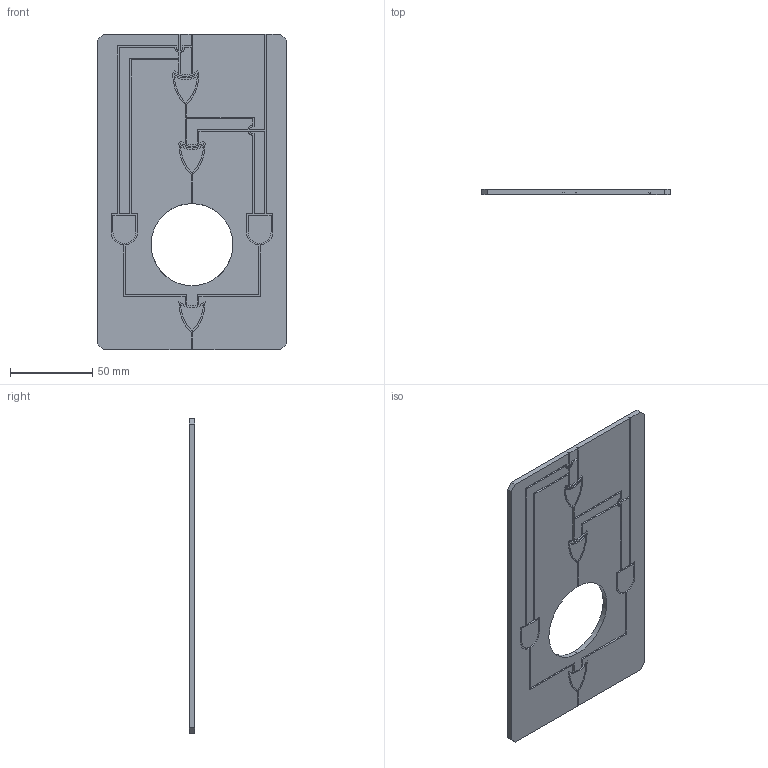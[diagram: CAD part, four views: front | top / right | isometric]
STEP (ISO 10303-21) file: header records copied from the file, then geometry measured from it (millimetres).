
FILE_DESCRIPTION (( 'STEP AP214' ), '1' );
FILE_NAME ('backplate mock mill.STEP', '2022-09-11T00:35:14', ( '' ), ( '' ), 'SwSTEP 2.0', 'SolidWorks 2022', '' );
FILE_SCHEMA (( 'AUTOMOTIVE_DESIGN' ));
Length unit declared in the file: millimetre
Products named in the file (1): backplate mock mill
Bounding box: 115 x 3.17 x 192.35 mm (x, y, z)
Volume: 62818 mm3; surface area: 44864.4 mm2
Topology: 1 solids, 1 shells, 156 faces, 435 edges, 290 vertices
Faces by surface type: plane 100, cylinder 56
Entity records: 5051 total; most frequent: CARTESIAN_POINT 882, ORIENTED_EDGE 870, DIRECTION 863, EDGE_CURVE 435, VECTOR 321, LINE 321, VERTEX_POINT 290, AXIS2_PLACEMENT_3D 271
